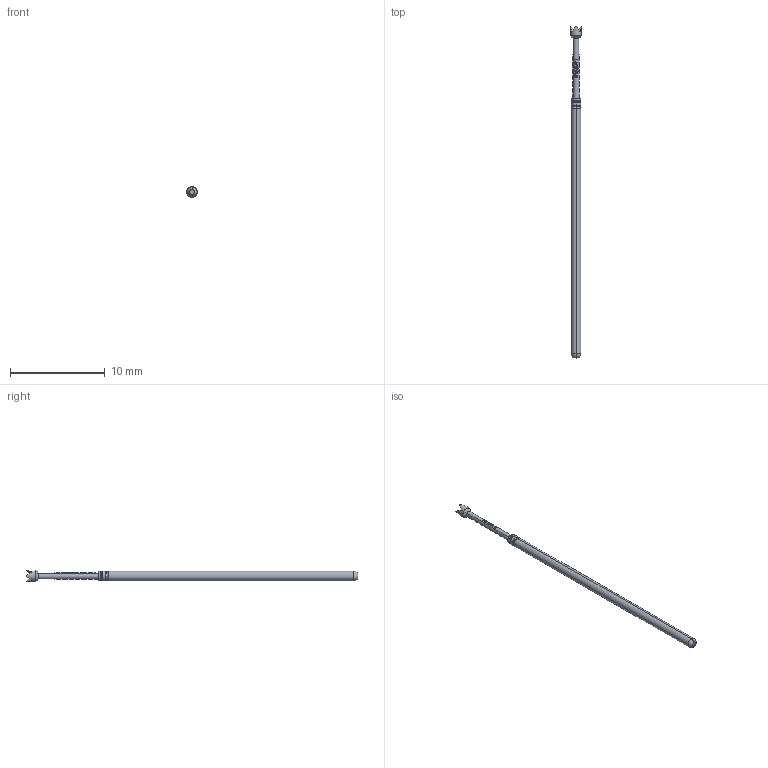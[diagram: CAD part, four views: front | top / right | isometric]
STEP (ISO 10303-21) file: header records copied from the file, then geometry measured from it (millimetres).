
FILE_DESCRIPTION (( 'STEP AP203' ), '1' );
FILE_NAME ('INGUN_GKS-075_204_115_A_xx00_LH.STEP', '2021-09-27T09:07:38', ( 'ochi' ), ( '' ), 'SwSTEP 2.0', 'SolidWorks 2018', '' );
FILE_SCHEMA (( 'CONFIG_CONTROL_DESIGN' ));
Length unit declared in the file: millimetre
Products named in the file (1): INGUN_GKS-075_204_115_A_xx00_LH
Bounding box: 1.15 x 35.1 x 1.15 mm (x, y, z)
Volume: 25.1 mm3; surface area: 107.4 mm2
Topology: 1 solids, 1 shells, 93 faces, 228 edges, 143 vertices
Faces by surface type: bspline 51, cone 12, torus 10, cylinder 10, plane 10
Entity records: 3731 total; most frequent: CARTESIAN_POINT 1934, ORIENTED_EDGE 456, EDGE_CURVE 228, DIRECTION 182, B_SPLINE_CURVE_WITH_KNOTS 160, VERTEX_POINT 143, EDGE_LOOP 99, ADVANCED_FACE 93
